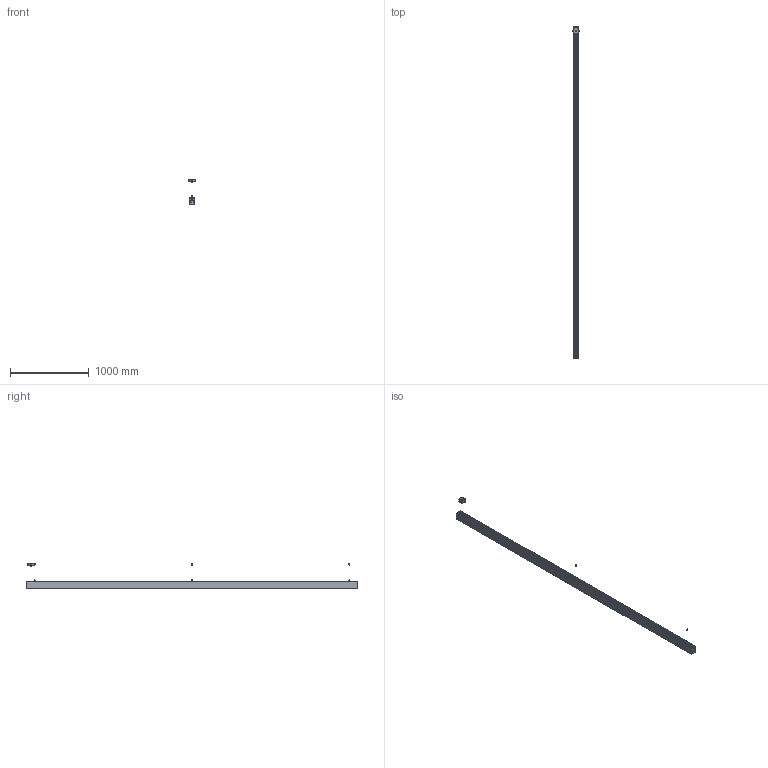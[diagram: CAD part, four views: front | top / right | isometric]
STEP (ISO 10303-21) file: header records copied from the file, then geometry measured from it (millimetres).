
FILE_DESCRIPTION(/* description */ ('This is a sample STEP configuration'),/* implementation_level */ '2;1');
FILE_NAME(/* name */ '728-202093xxxxxx SIMPLE.ipt_Rev_00.2.stp',/* time_stamp */ '2023-04-05T13:05:06+02:00',/* author */ ('powerJobs'),/* organization */ ('coolOrange'),/* preprocessor_version */ 'ST-DEVELOPER v19.2',/* originating_system */ 'Autodesk Inventor 2023',/* authorisation */ '');
FILE_SCHEMA (('AUTOMOTIVE_DESIGN { 1 0 10303 214 3 1 1 }'));
Products named in the file (1): ENG000025926
Bounding box: 80.3 x 4220 x 317 mm (x, y, z)
Volume: 5116795.7 mm3; surface area: 5457867.3 mm2
Topology: 5 solids, 5 shells, 3394 faces, 9099 edges, 5710 vertices
Faces by surface type: cylinder 1488, plane 1335, bspline 262, torus 125, cone 102, sphere 82
Full cylindrical faces by diameter (mm): 3.2 x15, 3.242 x1, 3.5 x4, 3.9 x3, 4 x3, 4.134 x1, 4.2 x1, 4.9 x2, 5 x6, 5.1 x3, 5.4 x4, 5.5 x3, 6 x1, 6.5 x1, 7.3 x1, 8 x2, 8.5 x2, 8.6 x3, 8.667 x2, 9.3 x3, 9.5 x3, 9.8 x3, 10 x2, 10.3 x3, 10.5 x3, 11.5 x1, 12 x8, 12.85 x3, 13 x1, 13.2 x1
Entity records: 116348 total; most frequent: CARTESIAN_POINT 30955, ORIENTED_EDGE 18156, DIRECTION 18110, EDGE_CURVE 9078, AXIS2_PLACEMENT_3D 6674, VERTEX_POINT 5710, LINE 4762, VECTOR 4762
